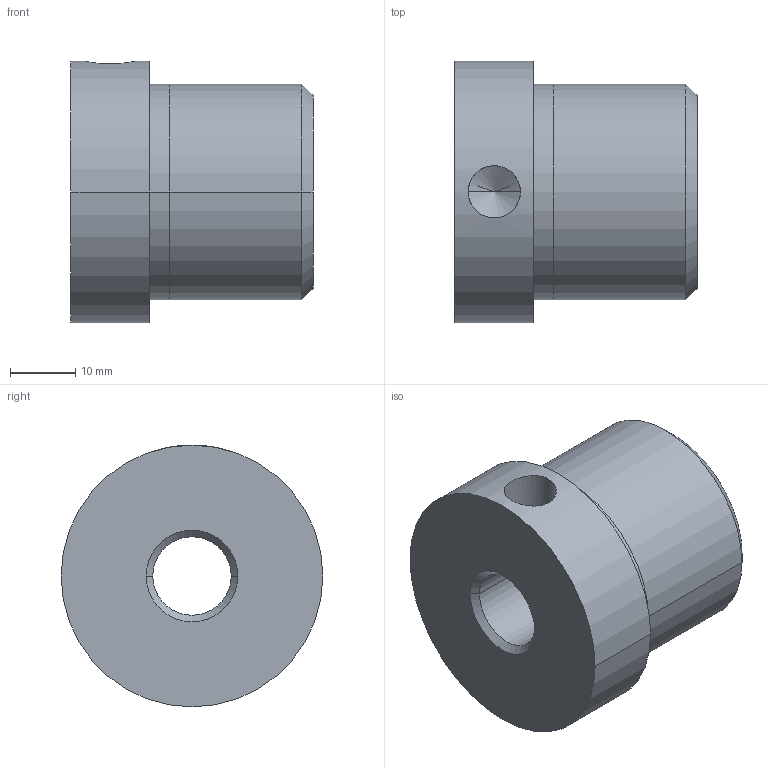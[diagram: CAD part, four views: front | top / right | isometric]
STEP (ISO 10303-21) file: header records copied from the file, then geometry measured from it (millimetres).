
FILE_DESCRIPTION((''),'2;1');
FILE_NAME('BAGUE_TOUR_KITY','2024-10-23T07:29:50',('andre'),(''),'CREO PARAMETRIC BY PTC INC, 2019352','CREO PARAMETRIC BY PTC INC, 2019352','');
FILE_SCHEMA(('CONFIG_CONTROL_DESIGN'));
Length unit declared in the file: millimetre
Products named in the file (1): BAGUE_TOUR_KITY
Bounding box: 37 x 40 x 40 mm (x, y, z)
Volume: 31546.7 mm3; surface area: 11722.3 mm2
Topology: 1 solids, 3 shells, 24 faces, 54 edges, 33 vertices
Faces by surface type: cylinder 12, cone 8, plane 4
Entity records: 787 total; most frequent: CARTESIAN_POINT 190, DIRECTION 130, ORIENTED_EDGE 96, AXIS2_PLACEMENT_3D 55, EDGE_CURVE 52, VERTEX_POINT 33, CIRCLE 30, EDGE_LOOP 29
